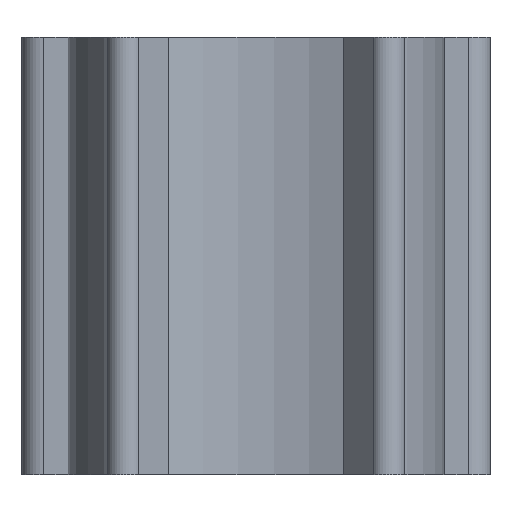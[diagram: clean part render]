
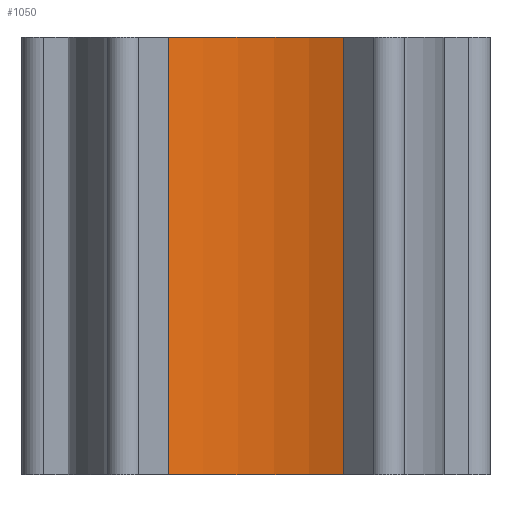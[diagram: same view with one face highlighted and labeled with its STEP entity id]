
A CAD part, front view. The second image highlights one B-rep face of the part: STEP entity #1050.
In plain terms, the highlighted cylindrical face has radius 5 mm (diameter 10 mm), a partial arc.
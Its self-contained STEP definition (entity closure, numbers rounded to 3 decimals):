
#98 = VERTEX_POINT ( 'NONE', #313 ) ;
#100 = VERTEX_POINT ( 'NONE', #315 ) ;
#135 = VERTEX_POINT ( 'NONE', #350 ) ;
#140 = VERTEX_POINT ( 'NONE', #355 ) ;
#313 = CARTESIAN_POINT ( 'NONE',  ( -2., 1., 5. ) ) ;
#315 = CARTESIAN_POINT ( 'NONE',  ( -2., 1., -5. ) ) ;
#350 = CARTESIAN_POINT ( 'NONE',  ( 2., 1., -5. ) ) ;
#355 = CARTESIAN_POINT ( 'NONE',  ( 2., 1., 5. ) ) ;
#518 = DIRECTION ( 'NONE',  ( 1., 0., 0. ) ) ;
#536 = DIRECTION ( 'NONE',  ( 0., 0., 1. ) ) ;
#547 = CARTESIAN_POINT ( 'NONE',  ( 0., -3.583, -34.975 ) ) ;
#635 = ORIENTED_EDGE ( 'NONE', *, *, #2644, .F. ) ;
#815 = EDGE_LOOP ( 'NONE', ( #861, #979, #980, #635 ) ) ;
#861 = ORIENTED_EDGE ( 'NONE', *, *, #2648, .F. ) ;
#979 = ORIENTED_EDGE ( 'NONE', *, *, #2647, .T. ) ;
#980 = ORIENTED_EDGE ( 'NONE', *, *, #2640, .F. ) ;
#1050 = ADVANCED_FACE ( 'NONE', ( #2477 ), #2478, .F. ) ;
#1367 = CIRCLE ( 'NONE', #2740, 5. ) ;
#1368 = LINE ( 'NONE', #1956, #1369 ) ;
#1369 = VECTOR ( 'NONE', #1957, 1000. ) ;
#1372 = LINE ( 'NONE', #1949, #1373 ) ;
#1373 = VECTOR ( 'NONE', #1950, 1000. ) ;
#1379 = CIRCLE ( 'NONE', #2738, 5. ) ;
#1937 = CARTESIAN_POINT ( 'NONE',  ( 0., -3.583, 5. ) ) ;
#1939 = DIRECTION ( 'NONE',  ( 0., 0., -1. ) ) ;
#1940 = DIRECTION ( 'NONE',  ( 1., 0., 0. ) ) ;
#1949 = CARTESIAN_POINT ( 'NONE',  ( -2., 1., -34.975 ) ) ;
#1950 = DIRECTION ( 'NONE',  ( 0., 0., 1. ) ) ;
#1956 = CARTESIAN_POINT ( 'NONE',  ( 2., 1., -34.975 ) ) ;
#1957 = DIRECTION ( 'NONE',  ( 0., 0., 1. ) ) ;
#1958 = CARTESIAN_POINT ( 'NONE',  ( 0., -3.583, -5. ) ) ;
#1960 = DIRECTION ( 'NONE',  ( 0., 0., 1. ) ) ;
#1961 = DIRECTION ( 'NONE',  ( 1., 0., 0. ) ) ;
#2224 = AXIS2_PLACEMENT_3D ( 'NONE', #547, #536, #518 ) ;
#2477 = FACE_OUTER_BOUND ( 'NONE', #815, .T. ) ;
#2478 = CYLINDRICAL_SURFACE ( 'NONE', #2224, 5. ) ;
#2640 = EDGE_CURVE ( 'NONE', #98, #140, #1367, .T. ) ;
#2644 = EDGE_CURVE ( 'NONE', #100, #98, #1372, .T. ) ;
#2647 = EDGE_CURVE ( 'NONE', #135, #140, #1368, .T. ) ;
#2648 = EDGE_CURVE ( 'NONE', #135, #100, #1379, .T. ) ;
#2738 = AXIS2_PLACEMENT_3D ( 'NONE', #1958, #1960, #1961 ) ;
#2740 = AXIS2_PLACEMENT_3D ( 'NONE', #1937, #1939, #1940 ) ;
